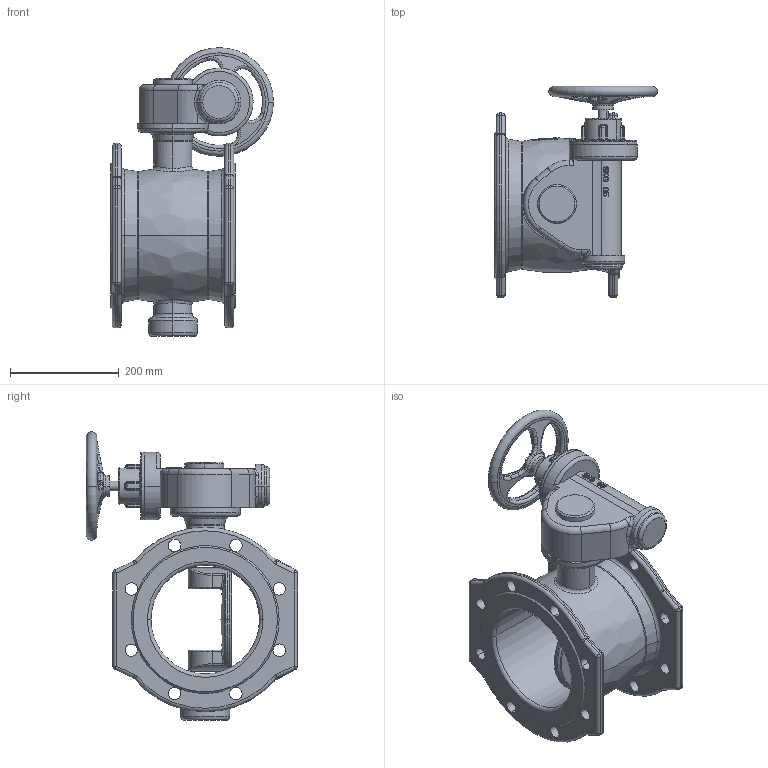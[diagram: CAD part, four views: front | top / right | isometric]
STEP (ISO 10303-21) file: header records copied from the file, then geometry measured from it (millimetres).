
FILE_DESCRIPTION((''),'2;1');
FILE_NAME('0D231292_ASM','2014-11-19T',('aspaegele'),(''),'PRO/ENGINEER BY PARAMETRIC TECHNOLOGY CORPORATION, 2010040','PRO/ENGINEER BY PARAMETRIC TECHNOLOGY CORPORATION, 2010040','');
FILE_SCHEMA(('AUTOMOTIVE_DESIGN_CC2 { 1 2 10303 214 -1 1 5 2 }'));
Length unit declared in the file: millimetre
Products named in the file (6): F0D231284; M0D231284; NET_SKG_05; NET_LAGERNABE_SKG_01_05_1; 200_18_NABENLOCH; 0D231292_ASM
Assembly tree (5 placements, depth 2):
  0D231292_ASM
    F0D231284
    M0D231284
    NET_SKG_05
    NET_LAGERNABE_SKG_01_05_1
    200_18_NABENLOCH
Bounding box: 300 x 388.8 x 531.5 mm (x, y, z)
Volume: 9463028.1 mm3; surface area: 907668.9 mm2
Topology: 5 solids, 5 shells, 1104 faces, 2921 edges, 1833 vertices
Faces by surface type: plane 643, cylinder 191, torus 119, bspline 97, sphere 34, cone 20
Entity records: 49285 total; most frequent: CARTESIAN_POINT 12866, ORIENTED_EDGE 5838, DIRECTION 5188, EDGE_CURVE 2919, PRESENTATION_STYLE_ASSIGNMENT 2902, STYLED_ITEM 2862, CURVE_STYLE 2813, AXIS2_PLACEMENT_3D 1850
